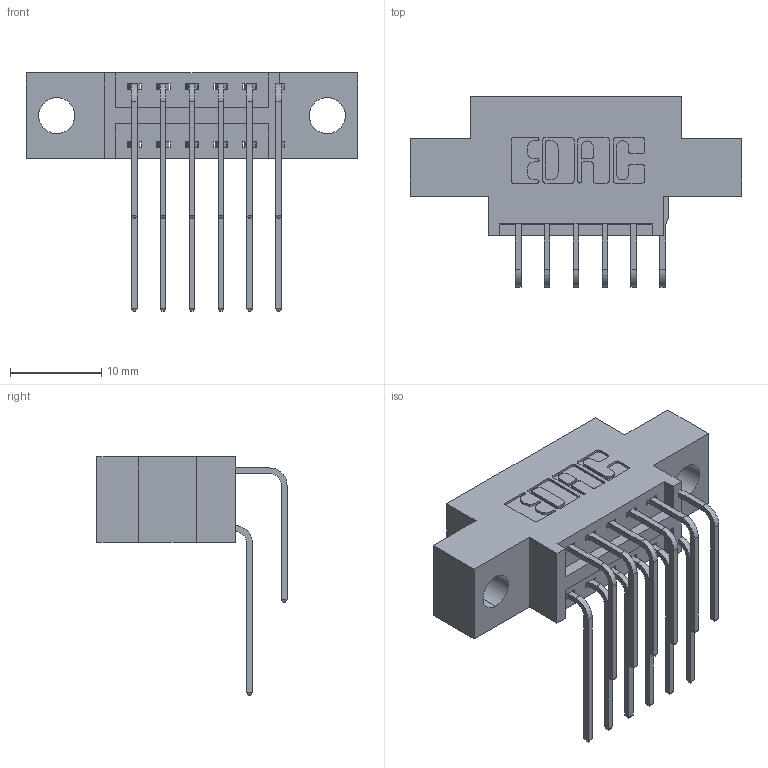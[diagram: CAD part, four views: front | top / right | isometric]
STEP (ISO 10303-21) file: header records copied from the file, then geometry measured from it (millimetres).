
FILE_DESCRIPTION (( 'STEP AP203' ), '1' );
FILE_NAME ('346-012-559-804.STEP', '2022-05-17T21:04:08', ( '' ), ( '' ), 'SwSTEP 2.0', 'SolidWorks 2020', '' );
FILE_SCHEMA (( 'CONFIG_CONTROL_DESIGN' ));
Length unit declared in the file: inch
Products named in the file (4): 345-292-001_558 559 Tail - 1; 345-292-001_559 Tail - 2; 346 Part_0.170 Offset - 0.156 Dia-TH; 346-012-559-804
Assembly tree (13 placements, depth 2):
  346-012-559-804
    346 Part_0.170 Offset - 0.156 Dia-TH
    345-292-001_558 559 Tail - 1  x6
    345-292-001_559 Tail - 2  x6
Bounding box: 36.45 x 20.89 x 26.16 mm (x, y, z)
Volume: 3093.5 mm3; surface area: 4134.1 mm2
Topology: 13 solids, 13 shells, 776 faces, 2267 edges, 1494 vertices
Faces by surface type: plane 528, cylinder 248
Entity records: 10643 total; most frequent: CARTESIAN_POINT 1855, ORIENTED_EDGE 1734, DIRECTION 1659, EDGE_CURVE 867, VECTOR 675, LINE 675, VERTEX_POINT 574, AXIS2_PLACEMENT_3D 492
